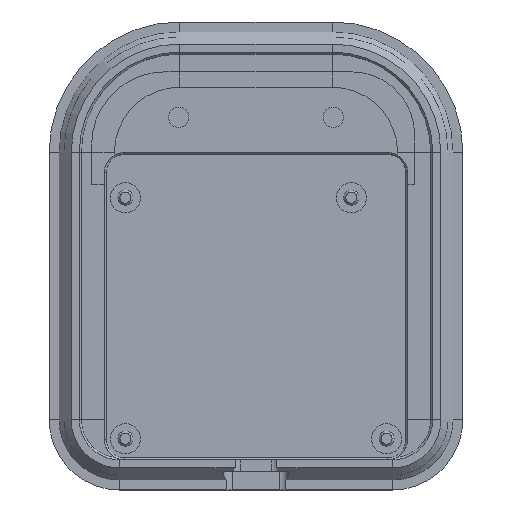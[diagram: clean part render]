
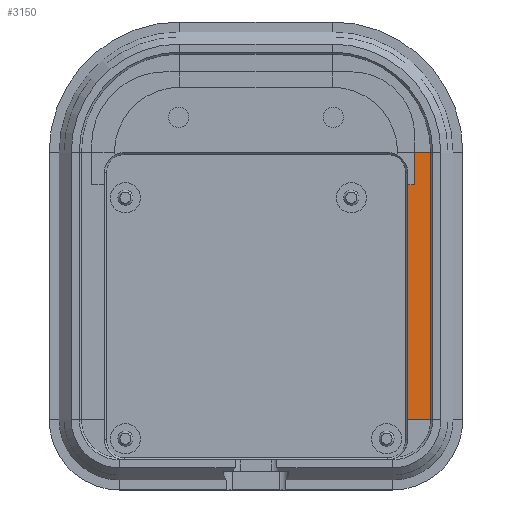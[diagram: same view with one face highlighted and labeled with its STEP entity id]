
A CAD part, top view. The second image highlights one B-rep face of the part: STEP entity #3150.
In plain terms, the highlighted planar face has unit normal (0, 0, 1).
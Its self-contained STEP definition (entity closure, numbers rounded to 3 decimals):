
#802 = PLANE('',#803);
#803 = AXIS2_PLACEMENT_3D('',#804,#805,#806);
#804 = CARTESIAN_POINT('',(30.2,29.,2.8));
#805 = DIRECTION('',(-1.,0.,0.));
#806 = DIRECTION('',(0.,-1.,0.));
#1629 = PLANE('',#1630);
#1630 = AXIS2_PLACEMENT_3D('',#1631,#1632,#1633);
#1631 = CARTESIAN_POINT('',(30.241,-23.241,1.4));
#1632 = DIRECTION('',(0.,0.,-1.));
#1633 = DIRECTION('',(-0.707,-0.707,0.));
#1762 = PLANE('',#1763);
#1763 = AXIS2_PLACEMENT_3D('',#1764,#1765,#1766);
#1764 = CARTESIAN_POINT('',(34.8,33.,1.4));
#1765 = DIRECTION('',(0.,0.,1.));
#1766 = DIRECTION('',(-1.,0.,0.));
#1801 = VERTEX_POINT('',#1802);
#1802 = CARTESIAN_POINT('',(30.2,-20.2,1.4));
#1821 = EDGE_CURVE('',#1801,#1822,#1824,.T.);
#1822 = VERTEX_POINT('',#1823);
#1823 = CARTESIAN_POINT('',(30.2,26.622,1.4));
#1824 = SURFACE_CURVE('',#1825,(#1829,#1835),.PCURVE_S1.);
#1825 = LINE('',#1826,#1827);
#1826 = CARTESIAN_POINT('',(30.2,31.,1.4));
#1827 = VECTOR('',#1828,1.);
#1828 = DIRECTION('',(0.,1.,0.));
#1829 = PCURVE('',#802,#1830);
#1830 = DEFINITIONAL_REPRESENTATION('',(#1831),#1834);
#1831 = B_SPLINE_CURVE_WITH_KNOTS('',1,(#1832,#1833),.UNSPECIFIED.,.F.,
  .F.,(2,2),(-56.52,3.32),.PIECEWISE_BEZIER_KNOTS.);
#1832 = CARTESIAN_POINT('',(54.52,-1.4));
#1833 = CARTESIAN_POINT('',(-5.32,-1.4));
#1834 = ( GEOMETRIC_REPRESENTATION_CONTEXT(2) 
PARAMETRIC_REPRESENTATION_CONTEXT() REPRESENTATION_CONTEXT('2D SPACE',''
  ) );
#1835 = PCURVE('',#1836,#1841);
#1836 = PLANE('',#1837);
#1837 = AXIS2_PLACEMENT_3D('',#1838,#1839,#1840);
#1838 = CARTESIAN_POINT('',(34.8,33.,1.4));
#1839 = DIRECTION('',(0.,0.,1.));
#1840 = DIRECTION('',(-1.,0.,0.));
#1841 = DEFINITIONAL_REPRESENTATION('',(#1842),#1845);
#1842 = B_SPLINE_CURVE_WITH_KNOTS('',1,(#1843,#1844),.UNSPECIFIED.,.F.,
  .F.,(2,2),(-56.52,3.32),.PIECEWISE_BEZIER_KNOTS.);
#1843 = CARTESIAN_POINT('',(4.6,58.52));
#1844 = CARTESIAN_POINT('',(4.6,-1.32));
#1845 = ( GEOMETRIC_REPRESENTATION_CONTEXT(2) 
PARAMETRIC_REPRESENTATION_CONTEXT() REPRESENTATION_CONTEXT('2D SPACE',''
  ) );
#2924 = EDGE_CURVE('',#2925,#1801,#2927,.T.);
#2925 = VERTEX_POINT('',#2926);
#2926 = CARTESIAN_POINT('',(34.8,-20.2,1.4));
#2927 = SURFACE_CURVE('',#2928,(#2932,#2939),.PCURVE_S1.);
#2928 = LINE('',#2929,#2930);
#2929 = CARTESIAN_POINT('',(34.8,-20.2,1.4));
#2930 = VECTOR('',#2931,1.);
#2931 = DIRECTION('',(-1.,0.,0.));
#2932 = PCURVE('',#1629,#2933);
#2933 = DEFINITIONAL_REPRESENTATION('',(#2934),#2938);
#2934 = LINE('',#2935,#2936);
#2935 = CARTESIAN_POINT('',(-5.374,-1.074));
#2936 = VECTOR('',#2937,1.);
#2937 = DIRECTION('',(0.707,0.707));
#2938 = ( GEOMETRIC_REPRESENTATION_CONTEXT(2) 
PARAMETRIC_REPRESENTATION_CONTEXT() REPRESENTATION_CONTEXT('2D SPACE',''
  ) );
#2939 = PCURVE('',#1836,#2940);
#2940 = DEFINITIONAL_REPRESENTATION('',(#2941),#2945);
#2941 = LINE('',#2942,#2943);
#2942 = CARTESIAN_POINT('',(0.,53.2));
#2943 = VECTOR('',#2944,1.);
#2944 = DIRECTION('',(1.,0.));
#2945 = ( GEOMETRIC_REPRESENTATION_CONTEXT(2) 
PARAMETRIC_REPRESENTATION_CONTEXT() REPRESENTATION_CONTEXT('2D SPACE',''
  ) );
#2989 = PLANE('',#2990);
#2990 = AXIS2_PLACEMENT_3D('',#2991,#2992,#2993);
#2991 = CARTESIAN_POINT('',(35.2,33.,1.8));
#2992 = DIRECTION('',(-0.707,0.,0.707));
#2993 = DIRECTION('',(-0.707,0.,-0.707));
#3081 = EDGE_CURVE('',#3082,#3084,#3086,.T.);
#3082 = VERTEX_POINT('',#3083);
#3083 = CARTESIAN_POINT('',(31.591,26.622,1.4));
#3084 = VERTEX_POINT('',#3085);
#3085 = CARTESIAN_POINT('',(31.591,33.,1.4));
#3086 = SURFACE_CURVE('',#3087,(#3091,#3098),.PCURVE_S1.);
#3087 = LINE('',#3088,#3089);
#3088 = CARTESIAN_POINT('',(31.591,8.174,1.4));
#3089 = VECTOR('',#3090,1.);
#3090 = DIRECTION('',(0.,1.,0.));
#3091 = PCURVE('',#1762,#3092);
#3092 = DEFINITIONAL_REPRESENTATION('',(#3093),#3097);
#3093 = LINE('',#3094,#3095);
#3094 = CARTESIAN_POINT('',(3.209,24.826));
#3095 = VECTOR('',#3096,1.);
#3096 = DIRECTION('',(0.,-1.));
#3097 = ( GEOMETRIC_REPRESENTATION_CONTEXT(2) 
PARAMETRIC_REPRESENTATION_CONTEXT() REPRESENTATION_CONTEXT('2D SPACE',''
  ) );
#3098 = PCURVE('',#1836,#3099);
#3099 = DEFINITIONAL_REPRESENTATION('',(#3100),#3104);
#3100 = LINE('',#3101,#3102);
#3101 = CARTESIAN_POINT('',(3.209,24.826));
#3102 = VECTOR('',#3103,1.);
#3103 = DIRECTION('',(0.,-1.));
#3104 = ( GEOMETRIC_REPRESENTATION_CONTEXT(2) 
PARAMETRIC_REPRESENTATION_CONTEXT() REPRESENTATION_CONTEXT('2D SPACE',''
  ) );
#3130 = EDGE_CURVE('',#1822,#3082,#3131,.T.);
#3131 = SURFACE_CURVE('',#3132,(#3136,#3143),.PCURVE_S1.);
#3132 = LINE('',#3133,#3134);
#3133 = CARTESIAN_POINT('',(-1.604,26.622,1.4));
#3134 = VECTOR('',#3135,1.);
#3135 = DIRECTION('',(1.,0.,0.));
#3136 = PCURVE('',#1762,#3137);
#3137 = DEFINITIONAL_REPRESENTATION('',(#3138),#3142);
#3138 = LINE('',#3139,#3140);
#3139 = CARTESIAN_POINT('',(36.404,6.378));
#3140 = VECTOR('',#3141,1.);
#3141 = DIRECTION('',(-1.,0.));
#3142 = ( GEOMETRIC_REPRESENTATION_CONTEXT(2) 
PARAMETRIC_REPRESENTATION_CONTEXT() REPRESENTATION_CONTEXT('2D SPACE',''
  ) );
#3143 = PCURVE('',#1836,#3144);
#3144 = DEFINITIONAL_REPRESENTATION('',(#3145),#3149);
#3145 = LINE('',#3146,#3147);
#3146 = CARTESIAN_POINT('',(36.404,6.378));
#3147 = VECTOR('',#3148,1.);
#3148 = DIRECTION('',(-1.,0.));
#3149 = ( GEOMETRIC_REPRESENTATION_CONTEXT(2) 
PARAMETRIC_REPRESENTATION_CONTEXT() REPRESENTATION_CONTEXT('2D SPACE',''
  ) );
#3150 = ADVANCED_FACE('',(#3151),#1836,.T.);
#3151 = FACE_BOUND('',#3152,.T.);
#3152 = EDGE_LOOP('',(#3153,#3176,#3202,#3203,#3204,#3205));
#3153 = ORIENTED_EDGE('',*,*,#3154,.F.);
#3154 = EDGE_CURVE('',#3155,#2925,#3157,.T.);
#3155 = VERTEX_POINT('',#3156);
#3156 = CARTESIAN_POINT('',(34.8,33.,1.4));
#3157 = SURFACE_CURVE('',#3158,(#3162,#3169),.PCURVE_S1.);
#3158 = LINE('',#3159,#3160);
#3159 = CARTESIAN_POINT('',(34.8,33.,1.4));
#3160 = VECTOR('',#3161,1.);
#3161 = DIRECTION('',(0.,-1.,0.));
#3162 = PCURVE('',#1836,#3163);
#3163 = DEFINITIONAL_REPRESENTATION('',(#3164),#3168);
#3164 = LINE('',#3165,#3166);
#3165 = CARTESIAN_POINT('',(0.,0.));
#3166 = VECTOR('',#3167,1.);
#3167 = DIRECTION('',(0.,1.));
#3168 = ( GEOMETRIC_REPRESENTATION_CONTEXT(2) 
PARAMETRIC_REPRESENTATION_CONTEXT() REPRESENTATION_CONTEXT('2D SPACE',''
  ) );
#3169 = PCURVE('',#2989,#3170);
#3170 = DEFINITIONAL_REPRESENTATION('',(#3171),#3175);
#3171 = LINE('',#3172,#3173);
#3172 = CARTESIAN_POINT('',(0.566,0.));
#3173 = VECTOR('',#3174,1.);
#3174 = DIRECTION('',(0.,1.));
#3175 = ( GEOMETRIC_REPRESENTATION_CONTEXT(2) 
PARAMETRIC_REPRESENTATION_CONTEXT() REPRESENTATION_CONTEXT('2D SPACE',''
  ) );
#3176 = ORIENTED_EDGE('',*,*,#3177,.T.);
#3177 = EDGE_CURVE('',#3155,#3084,#3178,.T.);
#3178 = SURFACE_CURVE('',#3179,(#3183,#3190),.PCURVE_S1.);
#3179 = LINE('',#3180,#3181);
#3180 = CARTESIAN_POINT('',(34.8,33.,1.4));
#3181 = VECTOR('',#3182,1.);
#3182 = DIRECTION('',(-1.,0.,0.));
#3183 = PCURVE('',#1836,#3184);
#3184 = DEFINITIONAL_REPRESENTATION('',(#3185),#3189);
#3185 = LINE('',#3186,#3187);
#3186 = CARTESIAN_POINT('',(0.,0.));
#3187 = VECTOR('',#3188,1.);
#3188 = DIRECTION('',(1.,0.));
#3189 = ( GEOMETRIC_REPRESENTATION_CONTEXT(2) 
PARAMETRIC_REPRESENTATION_CONTEXT() REPRESENTATION_CONTEXT('2D SPACE',''
  ) );
#3190 = PCURVE('',#3191,#3196);
#3191 = PLANE('',#3192);
#3192 = AXIS2_PLACEMENT_3D('',#3193,#3194,#3195);
#3193 = CARTESIAN_POINT('',(26.726,44.526,1.4));
#3194 = DIRECTION('',(0.,0.,-1.));
#3195 = DIRECTION('',(0.707,-0.707,0.));
#3196 = DEFINITIONAL_REPRESENTATION('',(#3197),#3201);
#3197 = LINE('',#3198,#3199);
#3198 = CARTESIAN_POINT('',(13.859,2.441));
#3199 = VECTOR('',#3200,1.);
#3200 = DIRECTION('',(-0.707,0.707));
#3201 = ( GEOMETRIC_REPRESENTATION_CONTEXT(2) 
PARAMETRIC_REPRESENTATION_CONTEXT() REPRESENTATION_CONTEXT('2D SPACE',''
  ) );
#3202 = ORIENTED_EDGE('',*,*,#3081,.F.);
#3203 = ORIENTED_EDGE('',*,*,#3130,.F.);
#3204 = ORIENTED_EDGE('',*,*,#1821,.F.);
#3205 = ORIENTED_EDGE('',*,*,#2924,.F.);
